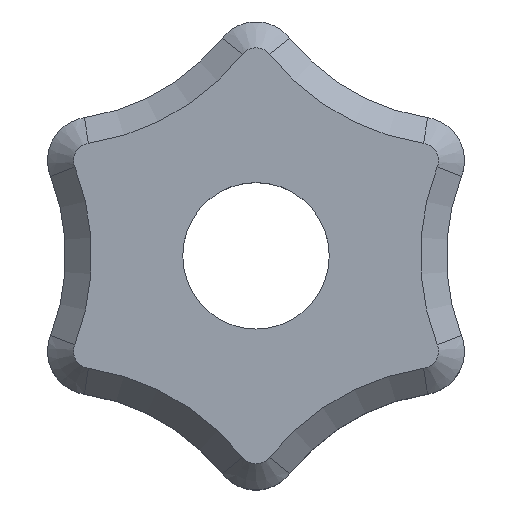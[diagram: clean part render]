
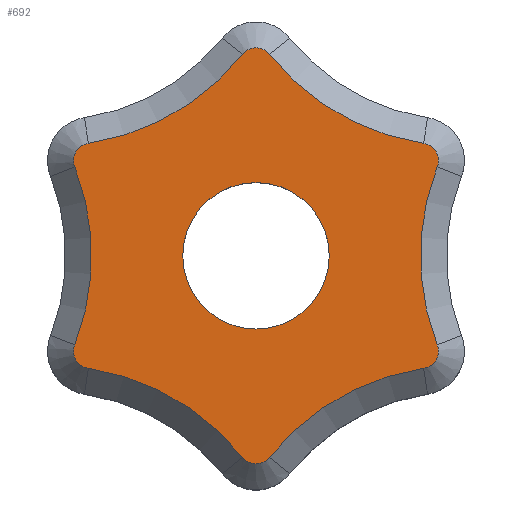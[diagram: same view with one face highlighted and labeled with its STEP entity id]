
A CAD part, top view. The second image highlights one B-rep face of the part: STEP entity #692.
In plain terms, the highlighted planar face has unit normal (0, 0, 1).
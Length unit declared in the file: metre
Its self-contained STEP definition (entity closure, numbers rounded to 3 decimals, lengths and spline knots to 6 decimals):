
#177=ORIENTED_EDGE('',*,*,#385,.T.);
#178=ORIENTED_EDGE('',*,*,#386,.T.);
#179=ORIENTED_EDGE('',*,*,#387,.T.);
#180=ORIENTED_EDGE('',*,*,#388,.T.);
#181=ORIENTED_EDGE('',*,*,#389,.T.);
#182=ORIENTED_EDGE('',*,*,#390,.T.);
#183=ORIENTED_EDGE('',*,*,#391,.T.);
#184=ORIENTED_EDGE('',*,*,#392,.T.);
#185=ORIENTED_EDGE('',*,*,#393,.T.);
#186=ORIENTED_EDGE('',*,*,#394,.T.);
#187=ORIENTED_EDGE('',*,*,#395,.T.);
#188=ORIENTED_EDGE('',*,*,#396,.T.);
#189=ORIENTED_EDGE('',*,*,#384,.F.);
#384=EDGE_CURVE('',#488,#488,#544,.T.);
#385=EDGE_CURVE('',#489,#490,#545,.F.);
#386=EDGE_CURVE('',#490,#491,#546,.T.);
#387=EDGE_CURVE('',#491,#492,#547,.F.);
#388=EDGE_CURVE('',#492,#493,#548,.T.);
#389=EDGE_CURVE('',#493,#494,#549,.F.);
#390=EDGE_CURVE('',#494,#495,#550,.T.);
#391=EDGE_CURVE('',#495,#496,#551,.F.);
#392=EDGE_CURVE('',#496,#497,#552,.T.);
#393=EDGE_CURVE('',#497,#498,#553,.F.);
#394=EDGE_CURVE('',#498,#499,#554,.T.);
#395=EDGE_CURVE('',#499,#500,#555,.F.);
#396=EDGE_CURVE('',#500,#489,#556,.T.);
#488=VERTEX_POINT('',#1135);
#489=VERTEX_POINT('',#1138);
#490=VERTEX_POINT('',#1139);
#491=VERTEX_POINT('',#1141);
#492=VERTEX_POINT('',#1143);
#493=VERTEX_POINT('',#1145);
#494=VERTEX_POINT('',#1147);
#495=VERTEX_POINT('',#1149);
#496=VERTEX_POINT('',#1151);
#497=VERTEX_POINT('',#1153);
#498=VERTEX_POINT('',#1155);
#499=VERTEX_POINT('',#1157);
#500=VERTEX_POINT('',#1159);
#544=CIRCLE('',#764,0.003375);
#545=CIRCLE('',#766,0.0112);
#546=CIRCLE('',#767,0.0008);
#547=CIRCLE('',#768,0.0112);
#548=CIRCLE('',#769,0.0008);
#549=CIRCLE('',#770,0.0112);
#550=CIRCLE('',#771,0.0008);
#551=CIRCLE('',#772,0.0112);
#552=CIRCLE('',#773,0.0008);
#553=CIRCLE('',#774,0.0112);
#554=CIRCLE('',#775,0.0008);
#555=CIRCLE('',#776,0.0112);
#556=CIRCLE('',#777,0.0008);
#585=EDGE_LOOP('',(#177,#178,#179,#180,#181,#182,#183,#184,#185,#186,#187,
#188));
#586=EDGE_LOOP('',(#189));
#635=FACE_BOUND('',#585,.T.);
#636=FACE_BOUND('',#586,.T.);
#682=PLANE('',#765);
#692=ADVANCED_FACE('',(#635,#636),#682,.T.);
#764=AXIS2_PLACEMENT_3D('',#1134,#883,#884);
#765=AXIS2_PLACEMENT_3D('',#1136,#885,#886);
#766=AXIS2_PLACEMENT_3D('',#1137,#887,#888);
#767=AXIS2_PLACEMENT_3D('',#1140,#889,#890);
#768=AXIS2_PLACEMENT_3D('',#1142,#891,#892);
#769=AXIS2_PLACEMENT_3D('',#1144,#893,#894);
#770=AXIS2_PLACEMENT_3D('',#1146,#895,#896);
#771=AXIS2_PLACEMENT_3D('',#1148,#897,#898);
#772=AXIS2_PLACEMENT_3D('',#1150,#899,#900);
#773=AXIS2_PLACEMENT_3D('',#1152,#901,#902);
#774=AXIS2_PLACEMENT_3D('',#1154,#903,#904);
#775=AXIS2_PLACEMENT_3D('',#1156,#905,#906);
#776=AXIS2_PLACEMENT_3D('',#1158,#907,#908);
#777=AXIS2_PLACEMENT_3D('',#1160,#909,#910);
#883=DIRECTION('',(0.,0.,1.));
#884=DIRECTION('',(1.,0.,0.));
#885=DIRECTION('',(0.,0.,1.));
#886=DIRECTION('',(1.,0.,0.));
#887=DIRECTION('',(0.,0.,1.));
#888=DIRECTION('',(1.,0.,0.));
#889=DIRECTION('',(0.,0.,1.));
#890=DIRECTION('',(1.,0.,0.));
#891=DIRECTION('',(0.,0.,1.));
#892=DIRECTION('',(1.,0.,0.));
#893=DIRECTION('',(0.,0.,1.));
#894=DIRECTION('',(1.,0.,0.));
#895=DIRECTION('',(0.,0.,1.));
#896=DIRECTION('',(1.,0.,0.));
#897=DIRECTION('',(0.,0.,1.));
#898=DIRECTION('',(1.,0.,0.));
#899=DIRECTION('',(0.,0.,1.));
#900=DIRECTION('',(1.,0.,0.));
#901=DIRECTION('',(0.,0.,1.));
#902=DIRECTION('',(1.,0.,0.));
#903=DIRECTION('',(0.,0.,1.));
#904=DIRECTION('',(1.,0.,0.));
#905=DIRECTION('',(0.,0.,1.));
#906=DIRECTION('',(1.,0.,0.));
#907=DIRECTION('',(0.,0.,1.));
#908=DIRECTION('',(1.,0.,0.));
#909=DIRECTION('',(0.,0.,1.));
#910=DIRECTION('',(1.,0.,0.));
#1134=CARTESIAN_POINT('',(0.,0.,0.009));
#1135=CARTESIAN_POINT('',(0.003375,0.,0.009));
#1136=CARTESIAN_POINT('',(0.,0.,0.009));
#1137=CARTESIAN_POINT('',(-0.018773,0.,0.009));
#1138=CARTESIAN_POINT('',(-0.00835,0.004098,0.009));
#1139=CARTESIAN_POINT('',(-0.00835,-0.004098,0.009));
#1140=CARTESIAN_POINT('',(-0.007605,-0.004391,0.009));
#1141=CARTESIAN_POINT('',(-0.007724,-0.005182,0.009));
#1142=CARTESIAN_POINT('',(-0.009387,-0.016258,0.009));
#1143=CARTESIAN_POINT('',(-0.000626,-0.00928,0.009));
#1144=CARTESIAN_POINT('',(0.,-0.008782,0.009));
#1145=CARTESIAN_POINT('',(0.000626,-0.00928,0.009));
#1146=CARTESIAN_POINT('',(0.009387,-0.016258,0.009));
#1147=CARTESIAN_POINT('',(0.007724,-0.005182,0.009));
#1148=CARTESIAN_POINT('',(0.007605,-0.004391,0.009));
#1149=CARTESIAN_POINT('',(0.00835,-0.004098,0.009));
#1150=CARTESIAN_POINT('',(0.018773,0.,0.009));
#1151=CARTESIAN_POINT('',(0.00835,0.004098,0.009));
#1152=CARTESIAN_POINT('',(0.007605,0.004391,0.009));
#1153=CARTESIAN_POINT('',(0.007724,0.005182,0.009));
#1154=CARTESIAN_POINT('',(0.009387,0.016258,0.009));
#1155=CARTESIAN_POINT('',(0.000626,0.00928,0.009));
#1156=CARTESIAN_POINT('',(0.,0.008782,0.009));
#1157=CARTESIAN_POINT('',(-0.000626,0.00928,0.009));
#1158=CARTESIAN_POINT('',(-0.009387,0.016258,0.009));
#1159=CARTESIAN_POINT('',(-0.007724,0.005182,0.009));
#1160=CARTESIAN_POINT('',(-0.007605,0.004391,0.009));
